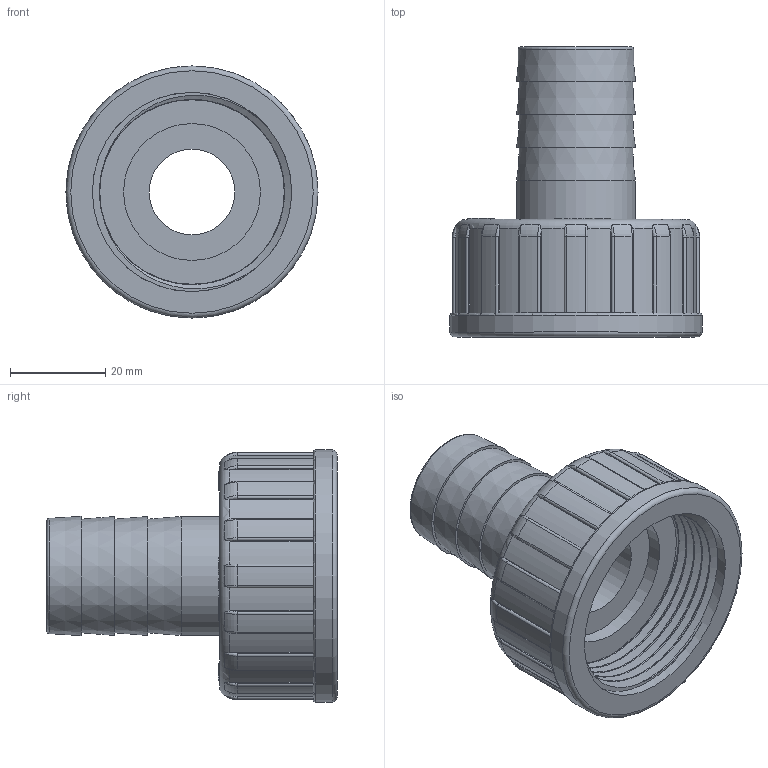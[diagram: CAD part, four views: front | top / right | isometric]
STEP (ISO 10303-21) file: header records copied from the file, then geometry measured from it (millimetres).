
FILE_DESCRIPTION(/* description */ (''),/* implementation_level */ '2;1');
FILE_NAME(/* name */ '水泵接头40X25.stp',/* time_stamp */ '2026-03-28T10:01:43+08:00',/* author */ (''),/* organization */ (''),/* preprocessor_version */ 'ST-DEVELOPER v16.7',/* originating_system */ 'SIEMENS PLM Software NX 12.0',/* authorisation */ '');
FILE_SCHEMA (('AUTOMOTIVE_DESIGN { 1 0 10303 214 3 1 1 1 }'));
Length unit declared in the file: millimetre
Products named in the file (1): Admi094C974Bl1x6
Bounding box: 53 x 61 x 53 mm (x, y, z)
Volume: 37397.3 mm3; surface area: 21175.9 mm2
Topology: 3 solids, 3 shells, 454 faces, 1171 edges, 757 vertices
Faces by surface type: plane 199, extrusion 104, cylinder 88, bspline 37, torus 22, cone 4
Full cylindrical faces by diameter (mm): 2 x1, 3 x1, 18 x1, 25 x1, 28.8 x1, 34.8 x1, 35.2 x1, 38.5 x1, 38.8 x1, 41.91 x8, 53 x1
Entity records: 18822 total; most frequent: CARTESIAN_POINT 8683, ORIENTED_EDGE 2248, DIRECTION 1691, EDGE_CURVE 1124, VERTEX_POINT 739, VECTOR 669, LINE 565, AXIS2_PLACEMENT_3D 511
